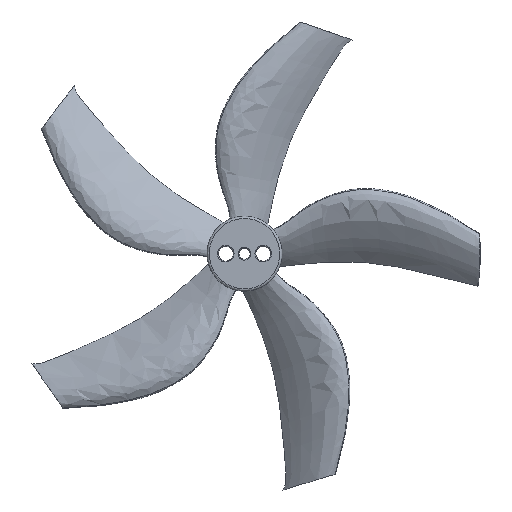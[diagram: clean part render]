
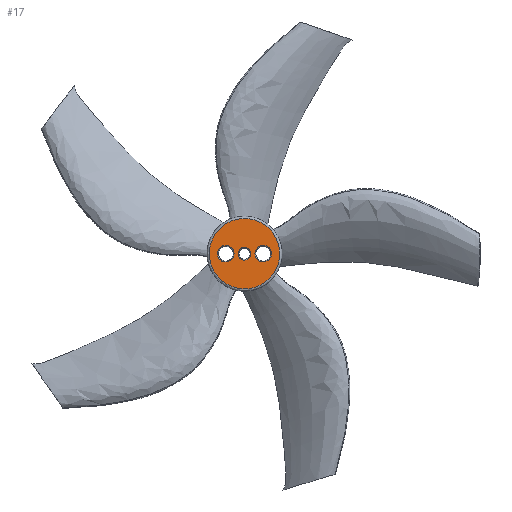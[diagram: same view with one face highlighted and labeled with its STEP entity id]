
A CAD part, top view. The second image highlights one B-rep face of the part: STEP entity #17.
In plain terms, the highlighted free-form (B-spline) face has degree [1, 1] with [2, 2] control points.
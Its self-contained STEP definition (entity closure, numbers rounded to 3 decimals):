
#17 = ADVANCED_FACE('',(#18,#32,#46,#60),#74,.T.);
#18 = FACE_BOUND('',#19,.T.);
#19 = EDGE_LOOP('',(#20));
#20 = ORIENTED_EDGE('',*,*,#21,.T.);
#21 = EDGE_CURVE('',#22,#22,#24,.T.);
#22 = VERTEX_POINT('',#23);
#23 = CARTESIAN_POINT('',(-1.148,0.,2.051));
#24 = ( BOUNDED_CURVE() B_SPLINE_CURVE(2,(#25,#26,#27,#28,#29,#30,#31),
.UNSPECIFIED.,.T.,.F.) B_SPLINE_CURVE_WITH_KNOTS((1,2,2,2,2,1),(
    -2.094,0.,2.094,4.189,6.283,
8.378),.UNSPECIFIED.) CURVE() GEOMETRIC_REPRESENTATION_ITEM() 
RATIONAL_B_SPLINE_CURVE((1.,0.5,1.,0.5,1.,0.5,1.)) REPRESENTATION_ITEM(
  '') );
#25 = CARTESIAN_POINT('',(-1.148,0.,2.051));
#26 = CARTESIAN_POINT('',(-1.148,-1.563,2.051
    ));
#27 = CARTESIAN_POINT('',(-2.502,-0.781,2.051
    ));
#28 = CARTESIAN_POINT('',(-3.855,0.,
    2.051));
#29 = CARTESIAN_POINT('',(-2.502,0.781,2.051)
  );
#30 = CARTESIAN_POINT('',(-1.148,1.563,2.051)
  );
#31 = CARTESIAN_POINT('',(-1.148,0.,2.051));
#32 = FACE_BOUND('',#33,.T.);
#33 = EDGE_LOOP('',(#34));
#34 = ORIENTED_EDGE('',*,*,#35,.T.);
#35 = EDGE_CURVE('',#36,#36,#38,.T.);
#36 = VERTEX_POINT('',#37);
#37 = CARTESIAN_POINT('',(0.697,0.,2.051));
#38 = ( BOUNDED_CURVE() B_SPLINE_CURVE(2,(#39,#40,#41,#42,#43,#44,#45),
.UNSPECIFIED.,.T.,.F.) B_SPLINE_CURVE_WITH_KNOTS((1,2,2,2,2,1),(
    -2.094,0.,2.094,4.189,6.283,
8.378),.UNSPECIFIED.) CURVE() GEOMETRIC_REPRESENTATION_ITEM() 
RATIONAL_B_SPLINE_CURVE((1.,0.5,1.,0.5,1.,0.5,1.)) REPRESENTATION_ITEM(
  '') );
#39 = CARTESIAN_POINT('',(0.697,0.,2.051));
#40 = CARTESIAN_POINT('',(0.697,-1.208,2.051)
  );
#41 = CARTESIAN_POINT('',(-0.349,-0.604,2.051
    ));
#42 = CARTESIAN_POINT('',(-1.394,0.,
    2.051));
#43 = CARTESIAN_POINT('',(-0.349,0.604,2.051)
  );
#44 = CARTESIAN_POINT('',(0.697,1.208,2.051)
  );
#45 = CARTESIAN_POINT('',(0.697,0.,2.051));
#46 = FACE_BOUND('',#47,.T.);
#47 = EDGE_LOOP('',(#48));
#48 = ORIENTED_EDGE('',*,*,#49,.T.);
#49 = EDGE_CURVE('',#50,#50,#52,.T.);
#50 = VERTEX_POINT('',#51);
#51 = CARTESIAN_POINT('',(2.953,0.,2.051));
#52 = ( BOUNDED_CURVE() B_SPLINE_CURVE(2,(#53,#54,#55,#56,#57,#58,#59),
.UNSPECIFIED.,.T.,.F.) B_SPLINE_CURVE_WITH_KNOTS((1,2,2,2,2,1),(
    -2.094,0.,2.094,4.189,6.283,
8.378),.UNSPECIFIED.) CURVE() GEOMETRIC_REPRESENTATION_ITEM() 
RATIONAL_B_SPLINE_CURVE((1.,0.5,1.,0.5,1.,0.5,1.)) REPRESENTATION_ITEM(
  '') );
#53 = CARTESIAN_POINT('',(2.953,0.,2.051));
#54 = CARTESIAN_POINT('',(2.953,-1.563,2.051)
  );
#55 = CARTESIAN_POINT('',(1.599,-0.781,2.051)
  );
#56 = CARTESIAN_POINT('',(0.246,0.,
    2.051));
#57 = CARTESIAN_POINT('',(1.599,0.781,2.051)
  );
#58 = CARTESIAN_POINT('',(2.953,1.563,2.051)
  );
#59 = CARTESIAN_POINT('',(2.953,0.,2.051));
#60 = FACE_BOUND('',#61,.T.);
#61 = EDGE_LOOP('',(#62));
#62 = ORIENTED_EDGE('',*,*,#63,.T.);
#63 = EDGE_CURVE('',#64,#64,#66,.T.);
#64 = VERTEX_POINT('',#65);
#65 = CARTESIAN_POINT('',(3.855,0.,2.051));
#66 = ( BOUNDED_CURVE() B_SPLINE_CURVE(2,(#67,#68,#69,#70,#71,#72,#73),
.UNSPECIFIED.,.T.,.F.) B_SPLINE_CURVE_WITH_KNOTS((1,2,2,2,2,1),(
    -2.094,0.,2.094,4.189,6.283,
8.378),.UNSPECIFIED.) CURVE() GEOMETRIC_REPRESENTATION_ITEM() 
RATIONAL_B_SPLINE_CURVE((1.,0.5,1.,0.5,1.,0.5,1.)) REPRESENTATION_ITEM(
  '') );
#67 = CARTESIAN_POINT('',(3.855,0.,2.051));
#68 = CARTESIAN_POINT('',(3.855,6.677,2.051)
  );
#69 = CARTESIAN_POINT('',(-1.927,3.338,2.051)
  );
#70 = CARTESIAN_POINT('',(-7.71,0.,
    2.051));
#71 = CARTESIAN_POINT('',(-1.927,-3.338,2.051)
  );
#72 = CARTESIAN_POINT('',(3.855,-6.677,2.051)
  );
#73 = CARTESIAN_POINT('',(3.855,0.,2.051));
#74 = B_SPLINE_SURFACE_WITH_KNOTS('',1,1,(
    (#75,#76)
    ,(#77,#78
    )),.UNSPECIFIED.,.F.,.F.,.F.,(2,2),(2,2),(-4.7,4.7),(-4.7,4.7),
  .PIECEWISE_BEZIER_KNOTS.);
#75 = CARTESIAN_POINT('',(-3.855,-3.855,2.051
    ));
#76 = CARTESIAN_POINT('',(-3.855,3.855,2.051)
  );
#77 = CARTESIAN_POINT('',(3.855,-3.855,2.051)
  );
#78 = CARTESIAN_POINT('',(3.855,3.855,2.051)
  );
